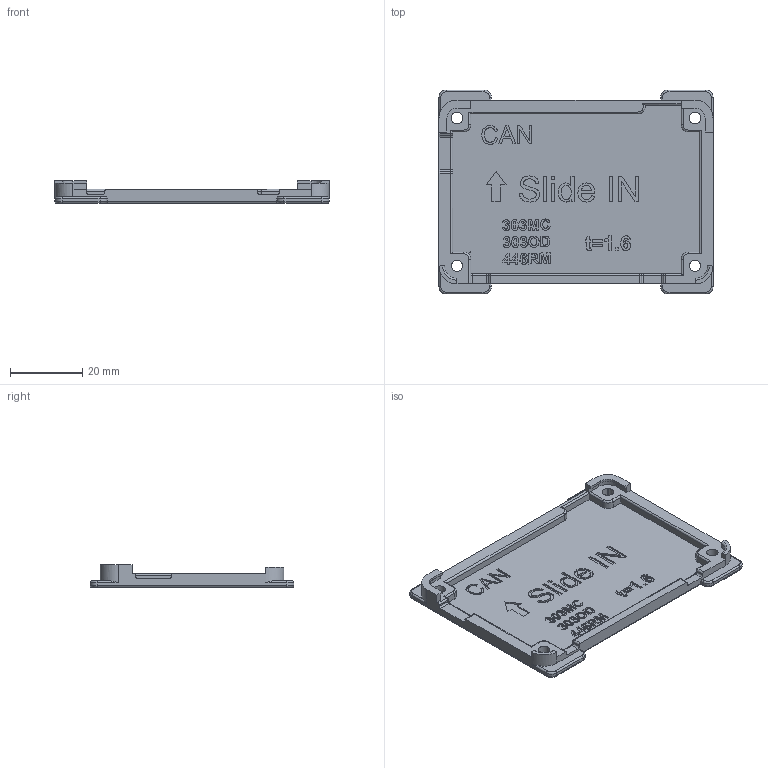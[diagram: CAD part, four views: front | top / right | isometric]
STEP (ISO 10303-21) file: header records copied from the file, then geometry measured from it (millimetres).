
FILE_DESCRIPTION(/* description */ (''),/* implementation_level */ '2;1');
FILE_NAME(/* name */ 'BottomCase_Slide v3.step',/* time_stamp */ '2024-07-25T10:39:24+09:00',/* author */ (''),/* organization */ (''),/* preprocessor_version */ 'ST-DEVELOPER v20',/* originating_system */ 'Autodesk Translation Framework v13.14.0.145',/* authorisation */ '');
FILE_SCHEMA (('AUTOMOTIVE_DESIGN { 1 0 10303 214 3 1 1 }'));
Length unit declared in the file: millimetre
Products named in the file (2): BottomCase_Slide; BottomCase_C
Assembly tree (1 placements, depth 2):
  BottomCase_Slide
    BottomCase_C
Bounding box: 76.04 x 56.6 x 6.3 mm (x, y, z)
Volume: 8090 mm3; surface area: 10015.6 mm2
Topology: 1 solids, 1 shells, 770 faces, 2094 edges, 1371 vertices
Faces by surface type: bspline 353, plane 298, cylinder 85, torus 29, sphere 5
Full cylindrical faces by diameter (mm): 3.2 x2
Entity records: 27506 total; most frequent: CARTESIAN_POINT 10322, ORIENTED_EDGE 4188, DIRECTION 2403, EDGE_CURVE 2094, VERTEX_POINT 1371, LINE 1187, VECTOR 1187, EDGE_LOOP 825
